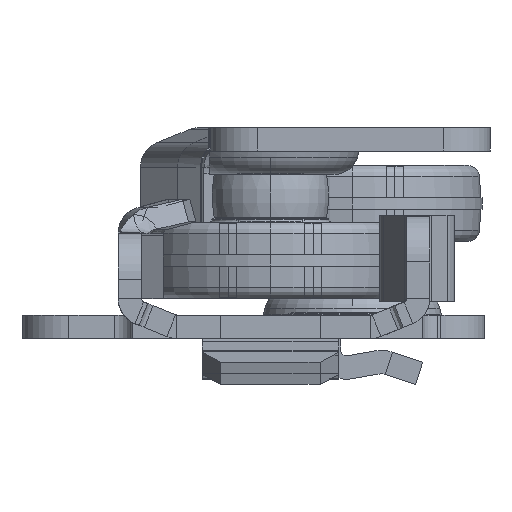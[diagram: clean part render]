
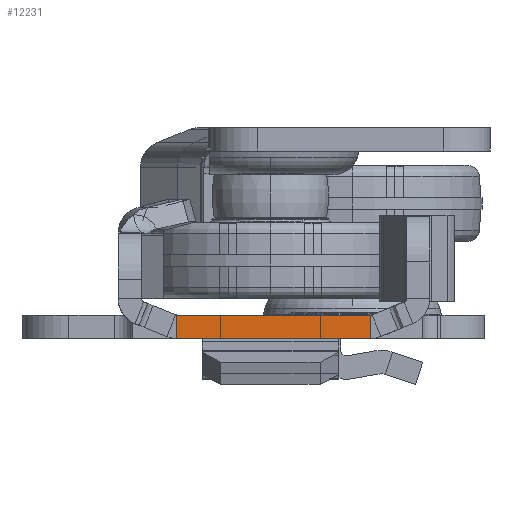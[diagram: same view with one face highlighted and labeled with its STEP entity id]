
A CAD part, left-side view. The second image highlights one B-rep face of the part: STEP entity #12231.
In plain terms, the highlighted planar face has unit normal (-1, 0, 0).
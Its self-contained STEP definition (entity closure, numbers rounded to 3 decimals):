
#235 = CARTESIAN_POINT ( 'NONE',  ( -599.5, 7.022, 0. ) ) ;
#314 = DIRECTION ( 'NONE',  ( 0., 1., 0. ) ) ;
#925 = DIRECTION ( 'NONE',  ( 0., 1., 0. ) ) ;
#1150 = DIRECTION ( 'NONE',  ( 0., 0., -1. ) ) ;
#1321 = FACE_OUTER_BOUND ( 'NONE', #11530, .T. ) ;
#1747 = LINE ( 'NONE', #3278, #7138 ) ;
#3278 = CARTESIAN_POINT ( 'NONE',  ( -599.5, -11.5, 2. ) ) ;
#4023 = DIRECTION ( 'NONE',  ( 0., 1., 0. ) ) ;
#4550 = AXIS2_PLACEMENT_3D ( 'NONE', #9384, #11924, #4023 ) ;
#4772 = LINE ( 'NONE', #6287, #12559 ) ;
#5079 = LINE ( 'NONE', #16113, #17824 ) ;
#5401 = ORIENTED_EDGE ( 'NONE', *, *, #6709, .F. ) ;
#5757 = VERTEX_POINT ( 'NONE', #16960 ) ;
#6136 = CARTESIAN_POINT ( 'NONE',  ( -599.5, 7.022, 2. ) ) ;
#6287 = CARTESIAN_POINT ( 'NONE',  ( -599.5, -21.25, 0. ) ) ;
#6320 = DIRECTION ( 'NONE',  ( 0., 0., 1. ) ) ;
#6709 = EDGE_CURVE ( 'NONE', #13606, #17076, #13374, .T. ) ;
#6953 = ORIENTED_EDGE ( 'NONE', *, *, #10147, .F. ) ;
#7138 = VECTOR ( 'NONE', #314, 1000. ) ;
#9384 = CARTESIAN_POINT ( 'NONE',  ( -599.5, -11.5, 2. ) ) ;
#9560 = ORIENTED_EDGE ( 'NONE', *, *, #12298, .F. ) ;
#10147 = EDGE_CURVE ( 'NONE', #16428, #13606, #4772, .T. ) ;
#11530 = EDGE_LOOP ( 'NONE', ( #9560, #14005, #5401, #6953 ) ) ;
#11924 = DIRECTION ( 'NONE',  ( -1., 0., 0. ) ) ;
#12231 = ADVANCED_FACE ( 'NONE', ( #1321 ), #13743, .T. ) ;
#12298 = EDGE_CURVE ( 'NONE', #5757, #16428, #5079, .T. ) ;
#12559 = VECTOR ( 'NONE', #925, 1000. ) ;
#12921 = EDGE_CURVE ( 'NONE', #5757, #17076, #1747, .T. ) ;
#13374 = LINE ( 'NONE', #6136, #14657 ) ;
#13606 = VERTEX_POINT ( 'NONE', #235 ) ;
#13743 = PLANE ( 'NONE',  #4550 ) ;
#14005 = ORIENTED_EDGE ( 'NONE', *, *, #12921, .T. ) ;
#14657 = VECTOR ( 'NONE', #6320, 1000. ) ;
#16103 = CARTESIAN_POINT ( 'NONE',  ( -599.5, -9.522, 0. ) ) ;
#16113 = CARTESIAN_POINT ( 'NONE',  ( -599.5, -9.522, 2. ) ) ;
#16428 = VERTEX_POINT ( 'NONE', #16103 ) ;
#16703 = CARTESIAN_POINT ( 'NONE',  ( -599.5, 7.022, 2. ) ) ;
#16960 = CARTESIAN_POINT ( 'NONE',  ( -599.5, -9.522, 2. ) ) ;
#17076 = VERTEX_POINT ( 'NONE', #16703 ) ;
#17824 = VECTOR ( 'NONE', #1150, 1000. ) ;
